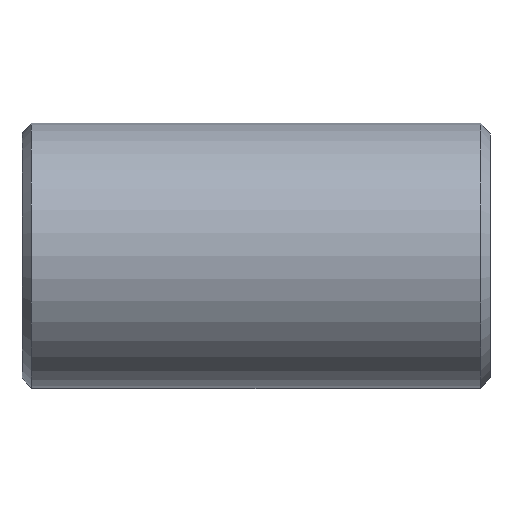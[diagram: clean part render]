
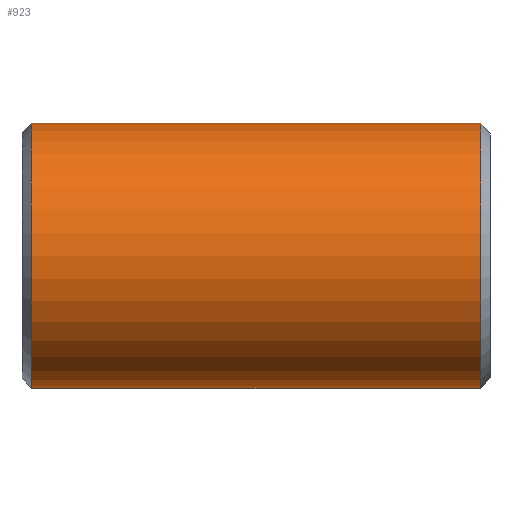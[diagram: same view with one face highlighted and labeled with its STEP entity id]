
A CAD part, top view. The second image highlights one B-rep face of the part: STEP entity #923.
In plain terms, the highlighted cylindrical face has radius 25.5 mm (diameter 51 mm), a full revolution.
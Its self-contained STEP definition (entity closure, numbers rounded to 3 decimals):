
#136 = DIRECTION ( 'NONE',  ( 1., 0., 0. ) ) ;
#153 = DIRECTION ( 'NONE',  ( 0., 0., -1. ) ) ;
#281 = VERTEX_POINT ( 'NONE', #388 ) ;
#388 = CARTESIAN_POINT ( 'NONE',  ( -43.196, 0., -25.5 ) ) ;
#397 = VERTEX_POINT ( 'NONE', #398 ) ;
#398 = CARTESIAN_POINT ( 'NONE',  ( 43.196, 0., -25.5 ) ) ;
#444 = CARTESIAN_POINT ( 'NONE',  ( 45., 0., 0. ) ) ;
#457 = AXIS2_PLACEMENT_3D ( 'NONE', #702, #709, #710 ) ;
#466 = EDGE_CURVE ( 'NONE', #281, #281, #797, .T. ) ;
#472 = EDGE_CURVE ( 'NONE', #397, #397, #802, .T. ) ;
#473 = EDGE_CURVE ( 'NONE', #686, #684, #670, .T. ) ;
#489 = AXIS2_PLACEMENT_3D ( 'NONE', #683, #690, #691 ) ;
#491 = EDGE_CURVE ( 'NONE', #684, #686, #676, .T. ) ;
#513 = EDGE_LOOP ( 'NONE', ( #520 ) ) ;
#520 = ORIENTED_EDGE ( 'NONE', *, *, #472, .F. ) ;
#527 = EDGE_LOOP ( 'NONE', ( #535, #541 ) ) ;
#533 = ORIENTED_EDGE ( 'NONE', *, *, #466, .T. ) ;
#535 = ORIENTED_EDGE ( 'NONE', *, *, #491, .T. ) ;
#541 = ORIENTED_EDGE ( 'NONE', *, *, #473, .T. ) ;
#547 = EDGE_LOOP ( 'NONE', ( #533 ) ) ;
#670 =( BOUNDED_CURVE ( )  B_SPLINE_CURVE ( 3, ( #708, #705, #713, #714 ),
 .UNSPECIFIED., .F., .T. ) 
 B_SPLINE_CURVE_WITH_KNOTS ( ( 4, 4 ),
 ( 1.571, 4.712 ),
 .UNSPECIFIED. ) 
 CURVE ( )  GEOMETRIC_REPRESENTATION_ITEM ( )  RATIONAL_B_SPLINE_CURVE ( ( 1., 0.333, 0.333, 1. ) ) 
 REPRESENTATION_ITEM ( '' )  );
#676 =( BOUNDED_CURVE ( )  B_SPLINE_CURVE ( 3, ( #756, #760, #761, #762 ),
 .UNSPECIFIED., .F., .T. ) 
 B_SPLINE_CURVE_WITH_KNOTS ( ( 4, 4 ),
 ( 1.571, 4.712 ),
 .UNSPECIFIED. ) 
 CURVE ( )  GEOMETRIC_REPRESENTATION_ITEM ( )  RATIONAL_B_SPLINE_CURVE ( ( 1., 0.333, 0.333, 1. ) ) 
 REPRESENTATION_ITEM ( '' )  );
#683 = CARTESIAN_POINT ( 'NONE',  ( -43.196, 0., 0. ) ) ;
#684 = VERTEX_POINT ( 'NONE', #769 ) ;
#686 = VERTEX_POINT ( 'NONE', #771 ) ;
#690 = DIRECTION ( 'NONE',  ( 1., 0., 0. ) ) ;
#691 = DIRECTION ( 'NONE',  ( 0., 0., -1. ) ) ;
#702 = CARTESIAN_POINT ( 'NONE',  ( 43.196, 0., 0. ) ) ;
#705 = CARTESIAN_POINT ( 'NONE',  ( 55.5, -25.5, -51. ) ) ;
#708 = CARTESIAN_POINT ( 'NONE',  ( 0., -25.5, 0. ) ) ;
#709 = DIRECTION ( 'NONE',  ( 1., 0., 0. ) ) ;
#710 = DIRECTION ( 'NONE',  ( 0., 0., -1. ) ) ;
#713 = CARTESIAN_POINT ( 'NONE',  ( 55.5, 25.5, -51. ) ) ;
#714 = CARTESIAN_POINT ( 'NONE',  ( 0., 25.5, 0. ) ) ;
#756 = CARTESIAN_POINT ( 'NONE',  ( 0., 25.5, 0. ) ) ;
#760 = CARTESIAN_POINT ( 'NONE',  ( -55.5, 25.5, -51. ) ) ;
#761 = CARTESIAN_POINT ( 'NONE',  ( -55.5, -25.5, -51. ) ) ;
#762 = CARTESIAN_POINT ( 'NONE',  ( 0., -25.5, 0. ) ) ;
#769 = CARTESIAN_POINT ( 'NONE',  ( 0., 25.5, 0. ) ) ;
#771 = CARTESIAN_POINT ( 'NONE',  ( 0., -25.5, 0. ) ) ;
#797 = CIRCLE ( 'NONE', #489, 25.5 ) ;
#802 = CIRCLE ( 'NONE', #457, 25.5 ) ;
#832 = FACE_OUTER_BOUND ( 'NONE', #513, .T. ) ;
#835 = FACE_BOUND ( 'NONE', #527, .T. ) ;
#838 = CYLINDRICAL_SURFACE ( 'NONE', #907, 25.5 ) ;
#839 = FACE_OUTER_BOUND ( 'NONE', #547, .T. ) ;
#907 = AXIS2_PLACEMENT_3D ( 'NONE', #444, #136, #153 ) ;
#923 = ADVANCED_FACE ( 'NONE', ( #832, #835, #839 ), #838, .T. ) ;
